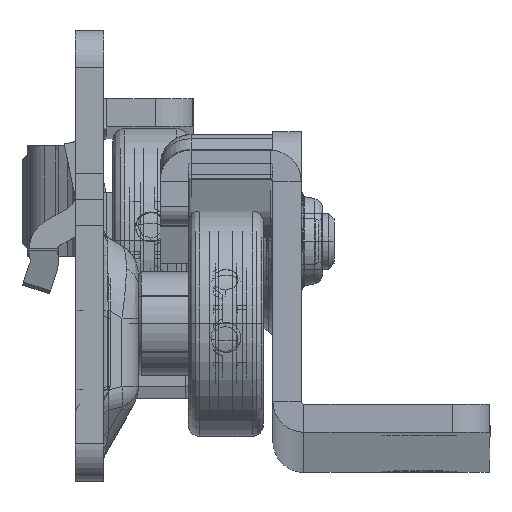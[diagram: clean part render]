
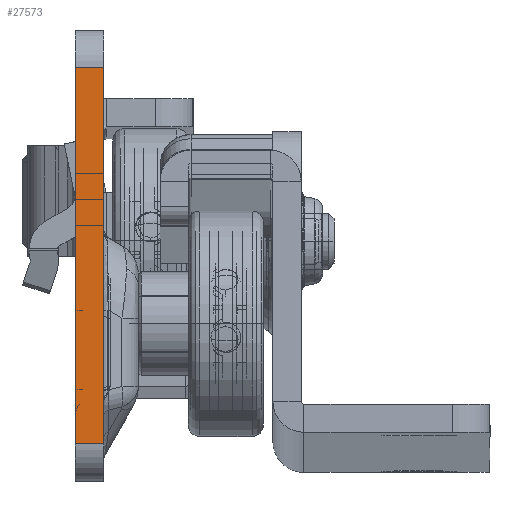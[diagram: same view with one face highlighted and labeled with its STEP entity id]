
A CAD part, top view. The second image highlights one B-rep face of the part: STEP entity #27573.
In plain terms, the highlighted planar face has unit normal (0, 0, 1).
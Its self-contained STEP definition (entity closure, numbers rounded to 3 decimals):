
#93 = CARTESIAN_POINT ( 'NONE',  ( -3., 18.3, 0. ) ) ;
#137 = CARTESIAN_POINT ( 'NONE',  ( -3., 18.3, 0. ) ) ;
#902 = EDGE_CURVE ( 'NONE', #11409, #20956, #2262, .T. ) ;
#1110 = DIRECTION ( 'NONE',  ( 1., 0., 0. ) ) ;
#2262 = LINE ( 'NONE', #10920, #4805 ) ;
#4277 = VECTOR ( 'NONE', #13458, 1000. ) ;
#4805 = VECTOR ( 'NONE', #8786, 1000. ) ;
#4958 = CARTESIAN_POINT ( 'NONE',  ( 0., -21.7, 0. ) ) ;
#5072 = CARTESIAN_POINT ( 'NONE',  ( -3., -29.094, 0. ) ) ;
#5634 = DIRECTION ( 'NONE',  ( 0., 0., 1. ) ) ;
#6045 = EDGE_CURVE ( 'NONE', #13883, #11437, #17191, .T. ) ;
#6878 = CARTESIAN_POINT ( 'NONE',  ( 0., -29.094, 0. ) ) ;
#6965 = ORIENTED_EDGE ( 'NONE', *, *, #902, .T. ) ;
#7170 = LINE ( 'NONE', #6878, #10125 ) ;
#8049 = PLANE ( 'NONE',  #26422 ) ;
#8786 = DIRECTION ( 'NONE',  ( 1., 0., 0. ) ) ;
#9007 = DIRECTION ( 'NONE',  ( 0., -1., 0. ) ) ;
#9024 = EDGE_CURVE ( 'NONE', #13883, #11409, #17730, .T. ) ;
#9452 = EDGE_LOOP ( 'NONE', ( #23665, #20973, #21771, #6965 ) ) ;
#9829 = CARTESIAN_POINT ( 'NONE',  ( 0., 18.3, 0. ) ) ;
#10125 = VECTOR ( 'NONE', #9007, 1000. ) ;
#10920 = CARTESIAN_POINT ( 'NONE',  ( -122.719, -21.7, 0. ) ) ;
#11409 = VERTEX_POINT ( 'NONE', #14366 ) ;
#11437 = VERTEX_POINT ( 'NONE', #9829 ) ;
#12451 = CARTESIAN_POINT ( 'NONE',  ( -3., -29.094, 0. ) ) ;
#12832 = EDGE_CURVE ( 'NONE', #11437, #20956, #7170, .T. ) ;
#13458 = DIRECTION ( 'NONE',  ( 0., -1., 0. ) ) ;
#13883 = VERTEX_POINT ( 'NONE', #93 ) ;
#14009 = FACE_OUTER_BOUND ( 'NONE', #9452, .T. ) ;
#14366 = CARTESIAN_POINT ( 'NONE',  ( -3., -21.7, 0. ) ) ;
#15613 = VECTOR ( 'NONE', #23291, 1000. ) ;
#17191 = LINE ( 'NONE', #137, #15613 ) ;
#17730 = LINE ( 'NONE', #5072, #4277 ) ;
#20956 = VERTEX_POINT ( 'NONE', #4958 ) ;
#20973 = ORIENTED_EDGE ( 'NONE', *, *, #6045, .F. ) ;
#21771 = ORIENTED_EDGE ( 'NONE', *, *, #9024, .T. ) ;
#23291 = DIRECTION ( 'NONE',  ( 1., 0., 0. ) ) ;
#23665 = ORIENTED_EDGE ( 'NONE', *, *, #12832, .F. ) ;
#26422 = AXIS2_PLACEMENT_3D ( 'NONE', #12451, #5634, #1110 ) ;
#27573 = ADVANCED_FACE ( 'NONE', ( #14009 ), #8049, .T. ) ;
